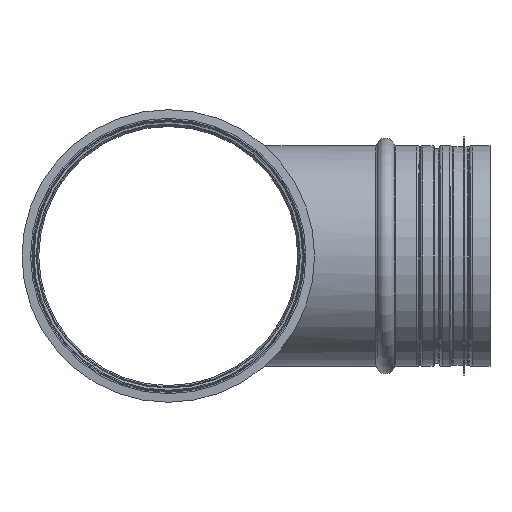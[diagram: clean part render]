
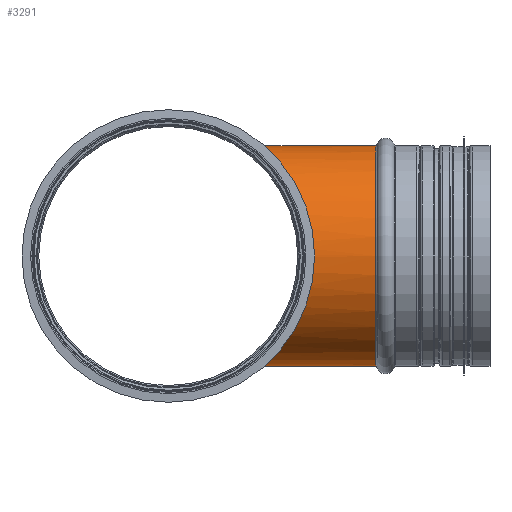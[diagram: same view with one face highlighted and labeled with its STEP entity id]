
A CAD part, front view. The second image highlights one B-rep face of the part: STEP entity #3291.
In plain terms, the highlighted cylindrical face has radius 81 mm (diameter 162 mm), a partial arc.
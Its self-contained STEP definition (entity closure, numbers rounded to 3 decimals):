
#102=B_SPLINE_CURVE_WITH_KNOTS('',3,(#5926,#5927,#5928,#5929,#5930,#5931,
#5932,#5933,#5934,#5935,#5936,#5937,#5938,#5939,#5940,#5941,#5942,#5943,
#5944,#5945,#5946,#5947,#5948,#5949),.UNSPECIFIED.,.F.,.F.,(4,2,2,2,2,2,
2,2,2,2,2,4),(28.885,29.491,32.166,35.18,
39.24,42.171,44.54,46.949,50.289,
54.075,56.162,58.2),.UNSPECIFIED.);
#105=B_SPLINE_CURVE_WITH_KNOTS('',3,(#6118,#6119,#6120,#6121,#6122,#6123,
#6124,#6125,#6126,#6127,#6128,#6129,#6130,#6131,#6132,#6133,#6134,#6135,
#6136,#6137,#6138,#6139),.UNSPECIFIED.,.F.,.F.,(4,2,2,2,2,2,2,2,2,2,4),
(0.,2.551,5.308,8.825,12.067,
14.446,16.673,19.629,23.681,26.773,
28.679),.UNSPECIFIED.);
#108=B_SPLINE_CURVE_WITH_KNOTS('',3,(#6215,#6216,#6217,#6218,#6219,#6220),
 .UNSPECIFIED.,.F.,.F.,(4,2,4),(65.35,65.448,65.546),
 .UNSPECIFIED.);
#124=CYLINDRICAL_SURFACE('',#3627,81.);
#338=FACE_OUTER_BOUND('',#569,.T.);
#569=EDGE_LOOP('',(#2426,#2427,#2428,#2429,#2430,#2431));
#831=CIRCLE('',#3628,81.);
#1058=LINE('',#6222,#1245);
#1059=LINE('',#6225,#1246);
#1245=VECTOR('',#4405,51.172);
#1246=VECTOR('',#4408,51.172);
#1437=VERTEX_POINT('',#5924);
#1438=VERTEX_POINT('',#5925);
#1441=VERTEX_POINT('',#6116);
#1442=VERTEX_POINT('',#6117);
#1445=VERTEX_POINT('',#6221);
#1446=VERTEX_POINT('',#6223);
#1778=EDGE_CURVE('',#1437,#1438,#102,.T.);
#1782=EDGE_CURVE('',#1441,#1442,#105,.T.);
#1786=EDGE_CURVE('',#1442,#1437,#108,.T.);
#1787=EDGE_CURVE('',#1438,#1445,#1058,.T.);
#1788=EDGE_CURVE('',#1446,#1445,#831,.T.);
#1789=EDGE_CURVE('',#1441,#1446,#1059,.T.);
#2426=ORIENTED_EDGE('',*,*,#1782,.T.);
#2427=ORIENTED_EDGE('',*,*,#1786,.T.);
#2428=ORIENTED_EDGE('',*,*,#1778,.T.);
#2429=ORIENTED_EDGE('',*,*,#1787,.T.);
#2430=ORIENTED_EDGE('',*,*,#1788,.F.);
#2431=ORIENTED_EDGE('',*,*,#1789,.F.);
#3291=ADVANCED_FACE('',(#338),#124,.T.);
#3627=AXIS2_PLACEMENT_3D('',#6214,#4403,#4404);
#3628=AXIS2_PLACEMENT_3D('',#6224,#4406,#4407);
#4403=DIRECTION('center_axis',(0.,-1.,0.));
#4404=DIRECTION('ref_axis',(-1.,0.,0.));
#4405=DIRECTION('',(0.,-1.,0.));
#4406=DIRECTION('center_axis',(0.,-1.,0.));
#4407=DIRECTION('ref_axis',(-1.,0.,0.));
#4408=DIRECTION('',(0.,-1.,0.));
#5924=CARTESIAN_POINT('',(80.994,135.005,0.976));
#5925=CARTESIAN_POINT('',(-81.,135.,0.141));
#5926=CARTESIAN_POINT('Ctrl Pts',(80.994,135.005,0.976));
#5927=CARTESIAN_POINT('Ctrl Pts',(80.971,135.023,2.891));
#5928=CARTESIAN_POINT('Ctrl Pts',(80.88,135.095,4.809));
#5929=CARTESIAN_POINT('Ctrl Pts',(80.014,135.78,15.198));
#5930=CARTESIAN_POINT('Ctrl Pts',(78.,137.379,23.321));
#5931=CARTESIAN_POINT('Ctrl Pts',(71.367,142.477,39.405));
#5932=CARTESIAN_POINT('Ctrl Pts',(66.536,146.128,47.012));
#5933=CARTESIAN_POINT('Ctrl Pts',(52.998,155.581,62.372));
#5934=CARTESIAN_POINT('Ctrl Pts',(43.773,161.522,68.989));
#5935=CARTESIAN_POINT('Ctrl Pts',(27.052,169.527,76.739));
#5936=CARTESIAN_POINT('Ctrl Pts',(19.313,172.436,79.103));
#5937=CARTESIAN_POINT('Ctrl Pts',(4.407,175.029,81.159));
#5938=CARTESIAN_POINT('Ctrl Pts',(-2.245,175.153,81.25));
#5939=CARTESIAN_POINT('Ctrl Pts',(-15.791,173.237,79.742));
#5940=CARTESIAN_POINT('Ctrl Pts',(-22.283,171.224,78.142));
#5941=CARTESIAN_POINT('Ctrl Pts',(-36.706,165.273,72.758));
#5942=CARTESIAN_POINT('Ctrl Pts',(-44.728,160.689,68.181));
#5943=CARTESIAN_POINT('Ctrl Pts',(-60.114,150.84,55.325));
#5944=CARTESIAN_POINT('Ctrl Pts',(-67.093,145.687,46.756));
#5945=CARTESIAN_POINT('Ctrl Pts',(-75.009,139.695,31.194));
#5946=CARTESIAN_POINT('Ctrl Pts',(-77.232,137.963,25.256));
#5947=CARTESIAN_POINT('Ctrl Pts',(-80.22,135.621,12.863));
#5948=CARTESIAN_POINT('Ctrl Pts',(-80.989,135.009,6.546));
#5949=CARTESIAN_POINT('Ctrl Pts',(-81.,135.,0.141));
#6116=CARTESIAN_POINT('',(-81.,135.,0.));
#6117=CARTESIAN_POINT('',(80.994,135.005,-0.976));
#6118=CARTESIAN_POINT('Ctrl Pts',(-81.,135.,0.));
#6119=CARTESIAN_POINT('Ctrl Pts',(-81.,135.,-8.504));
#6120=CARTESIAN_POINT('Ctrl Pts',(-79.666,136.065,-16.817));
#6121=CARTESIAN_POINT('Ctrl Pts',(-74.414,140.15,-33.22));
#6122=CARTESIAN_POINT('Ctrl Pts',(-70.383,143.253,-40.975));
#6123=CARTESIAN_POINT('Ctrl Pts',(-59.017,151.481,-56.52));
#6124=CARTESIAN_POINT('Ctrl Pts',(-51.278,156.787,-63.465));
#6125=CARTESIAN_POINT('Ctrl Pts',(-35.297,165.851,-73.463));
#6126=CARTESIAN_POINT('Ctrl Pts',(-26.783,169.909,-77.001));
#6127=CARTESIAN_POINT('Ctrl Pts',(-11.146,174.177,-80.516));
#6128=CARTESIAN_POINT('Ctrl Pts',(-4.345,175.082,-81.188));
#6129=CARTESIAN_POINT('Ctrl Pts',(9.253,174.502,-80.738));
#6130=CARTESIAN_POINT('Ctrl Pts',(15.567,173.188,-79.736));
#6131=CARTESIAN_POINT('Ctrl Pts',(29.597,168.613,-75.855));
#6132=CARTESIAN_POINT('Ctrl Pts',(37.022,164.912,-72.474));
#6133=CARTESIAN_POINT('Ctrl Pts',(52.755,155.891,-62.407));
#6134=CARTESIAN_POINT('Ctrl Pts',(61.122,150.021,-54.485));
#6135=CARTESIAN_POINT('Ctrl Pts',(72.721,141.486,-36.827));
#6136=CARTESIAN_POINT('Ctrl Pts',(76.558,138.492,-28.175));
#6137=CARTESIAN_POINT('Ctrl Pts',(80.183,135.649,-12.936));
#6138=CARTESIAN_POINT('Ctrl Pts',(80.922,135.062,-6.982));
#6139=CARTESIAN_POINT('Ctrl Pts',(80.994,135.005,-0.976));
#6214=CARTESIAN_POINT('Origin',(0.,113.841,0.));
#6215=CARTESIAN_POINT('Ctrl Pts',(80.994,135.005,-0.976));
#6216=CARTESIAN_POINT('Ctrl Pts',(80.998,135.002,-0.651));
#6217=CARTESIAN_POINT('Ctrl Pts',(81.,135.,-0.325));
#6218=CARTESIAN_POINT('Ctrl Pts',(81.,135.,0.325));
#6219=CARTESIAN_POINT('Ctrl Pts',(80.998,135.002,0.651));
#6220=CARTESIAN_POINT('Ctrl Pts',(80.994,135.005,0.976));
#6221=CARTESIAN_POINT('',(-81.,83.828,0.141));
#6222=CARTESIAN_POINT('',(-81.,236.,0.141));
#6223=CARTESIAN_POINT('',(-81.,83.828,0.));
#6224=CARTESIAN_POINT('Origin',(0.,83.828,0.));
#6225=CARTESIAN_POINT('',(-81.,236.,0.));
